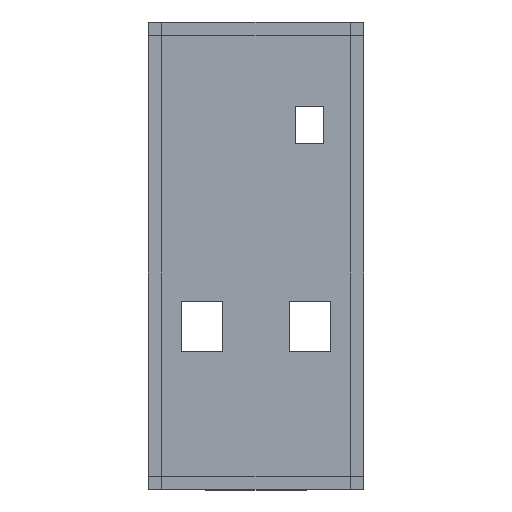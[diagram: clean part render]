
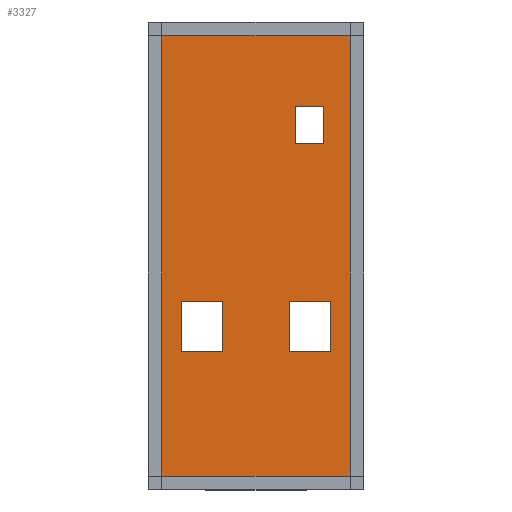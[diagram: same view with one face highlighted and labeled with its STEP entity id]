
A CAD part, top view. The second image highlights one B-rep face of the part: STEP entity #3327.
In plain terms, the highlighted planar face has unit normal (0, 0, 1).
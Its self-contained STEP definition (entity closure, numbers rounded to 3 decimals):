
#2190 = VERTEX_POINT('',#2191);
#2191 = CARTESIAN_POINT('',(10.,-3.,8.4));
#2199 = VERTEX_POINT('',#2200);
#2200 = CARTESIAN_POINT('',(10.,-8.5,8.4));
#2206 = EDGE_CURVE('',#2190,#2199,#2207,.T.);
#2207 = LINE('',#2208,#2209);
#2208 = CARTESIAN_POINT('',(10.,-14.125,8.4));
#2209 = VECTOR('',#2210,1.);
#2210 = DIRECTION('',(0.,-1.,0.));
#2220 = EDGE_CURVE('',#2221,#2190,#2223,.T.);
#2221 = VERTEX_POINT('',#2222);
#2222 = CARTESIAN_POINT('',(5.8,-3.,8.4));
#2223 = LINE('',#2224,#2225);
#2224 = CARTESIAN_POINT('',(2.9,-3.,8.4));
#2225 = VECTOR('',#2226,1.);
#2226 = DIRECTION('',(1.,0.,0.));
#2262 = EDGE_CURVE('',#2263,#2221,#2265,.T.);
#2263 = VERTEX_POINT('',#2264);
#2264 = CARTESIAN_POINT('',(5.8,-8.5,8.4));
#2265 = LINE('',#2266,#2267);
#2266 = CARTESIAN_POINT('',(5.8,-16.875,8.4));
#2267 = VECTOR('',#2268,1.);
#2268 = DIRECTION('',(0.,1.,0.));
#2290 = EDGE_CURVE('',#2199,#2263,#2291,.T.);
#2291 = LINE('',#2292,#2293);
#2292 = CARTESIAN_POINT('',(5.,-8.5,8.4));
#2293 = VECTOR('',#2294,1.);
#2294 = DIRECTION('',(-1.,0.,0.));
#3065 = EDGE_CURVE('',#3066,#3068,#3070,.T.);
#3066 = VERTEX_POINT('',#3067);
#3067 = CARTESIAN_POINT('',(5.,-32.,8.4));
#3068 = VERTEX_POINT('',#3069);
#3069 = CARTESIAN_POINT('',(11.,-32.,8.4));
#3070 = LINE('',#3071,#3072);
#3071 = CARTESIAN_POINT('',(2.5,-32.,8.4));
#3072 = VECTOR('',#3073,1.);
#3073 = DIRECTION('',(1.,0.,0.));
#3104 = EDGE_CURVE('',#3105,#3066,#3107,.T.);
#3105 = VERTEX_POINT('',#3106);
#3106 = CARTESIAN_POINT('',(5.,-39.5,8.4));
#3107 = LINE('',#3108,#3109);
#3108 = CARTESIAN_POINT('',(5.,-32.375,8.4));
#3109 = VECTOR('',#3110,1.);
#3110 = DIRECTION('',(0.,1.,0.));
#3242 = EDGE_CURVE('',#3243,#3245,#3247,.T.);
#3243 = VERTEX_POINT('',#3244);
#3244 = CARTESIAN_POINT('',(-5.,-32.,8.4));
#3245 = VERTEX_POINT('',#3246);
#3246 = CARTESIAN_POINT('',(-5.,-39.5,8.4));
#3247 = LINE('',#3248,#3249);
#3248 = CARTESIAN_POINT('',(-5.,-28.625,8.4));
#3249 = VECTOR('',#3250,1.);
#3250 = DIRECTION('',(0.,-1.,0.));
#3275 = VERTEX_POINT('',#3276);
#3276 = CARTESIAN_POINT('',(-11.,-32.,8.4));
#3292 = EDGE_CURVE('',#3275,#3243,#3293,.T.);
#3293 = LINE('',#3294,#3295);
#3294 = CARTESIAN_POINT('',(-5.5,-32.,8.4));
#3295 = VECTOR('',#3296,1.);
#3296 = DIRECTION('',(1.,0.,0.));
#3327 = ADVANCED_FACE('',(#3328,#3362,#3380,#3398),#3404,.T.);
#3328 = FACE_BOUND('',#3329,.T.);
#3329 = EDGE_LOOP('',(#3330,#3340,#3348,#3356));
#3330 = ORIENTED_EDGE('',*,*,#3331,.T.);
#3331 = EDGE_CURVE('',#3332,#3334,#3336,.T.);
#3332 = VERTEX_POINT('',#3333);
#3333 = CARTESIAN_POINT('',(-14.,-58.,8.4));
#3334 = VERTEX_POINT('',#3335);
#3335 = CARTESIAN_POINT('',(14.,-58.,8.4));
#3336 = LINE('',#3337,#3338);
#3337 = CARTESIAN_POINT('',(-14.,-58.,8.4));
#3338 = VECTOR('',#3339,1.);
#3339 = DIRECTION('',(1.,0.,0.));
#3340 = ORIENTED_EDGE('',*,*,#3341,.T.);
#3341 = EDGE_CURVE('',#3334,#3342,#3344,.T.);
#3342 = VERTEX_POINT('',#3343);
#3343 = CARTESIAN_POINT('',(14.,7.5,8.4));
#3344 = LINE('',#3345,#3346);
#3345 = CARTESIAN_POINT('',(14.,-58.,8.4));
#3346 = VECTOR('',#3347,1.);
#3347 = DIRECTION('',(0.,1.,0.));
#3348 = ORIENTED_EDGE('',*,*,#3349,.T.);
#3349 = EDGE_CURVE('',#3342,#3350,#3352,.T.);
#3350 = VERTEX_POINT('',#3351);
#3351 = CARTESIAN_POINT('',(-14.,7.5,8.4));
#3352 = LINE('',#3353,#3354);
#3353 = CARTESIAN_POINT('',(14.,7.5,8.4));
#3354 = VECTOR('',#3355,1.);
#3355 = DIRECTION('',(-1.,0.,0.));
#3356 = ORIENTED_EDGE('',*,*,#3357,.T.);
#3357 = EDGE_CURVE('',#3350,#3332,#3358,.T.);
#3358 = LINE('',#3359,#3360);
#3359 = CARTESIAN_POINT('',(-14.,7.5,8.4));
#3360 = VECTOR('',#3361,1.);
#3361 = DIRECTION('',(0.,-1.,0.));
#3362 = FACE_BOUND('',#3363,.T.);
#3363 = EDGE_LOOP('',(#3364,#3372,#3373,#3374));
#3364 = ORIENTED_EDGE('',*,*,#3365,.T.);
#3365 = EDGE_CURVE('',#3366,#3275,#3368,.T.);
#3366 = VERTEX_POINT('',#3367);
#3367 = CARTESIAN_POINT('',(-11.,-39.5,8.4));
#3368 = LINE('',#3369,#3370);
#3369 = CARTESIAN_POINT('',(-11.,-32.375,8.4));
#3370 = VECTOR('',#3371,1.);
#3371 = DIRECTION('',(0.,1.,0.));
#3372 = ORIENTED_EDGE('',*,*,#3292,.T.);
#3373 = ORIENTED_EDGE('',*,*,#3242,.T.);
#3374 = ORIENTED_EDGE('',*,*,#3375,.T.);
#3375 = EDGE_CURVE('',#3245,#3366,#3376,.T.);
#3376 = LINE('',#3377,#3378);
#3377 = CARTESIAN_POINT('',(-2.5,-39.5,8.4));
#3378 = VECTOR('',#3379,1.);
#3379 = DIRECTION('',(-1.,0.,0.));
#3380 = FACE_BOUND('',#3381,.T.);
#3381 = EDGE_LOOP('',(#3382,#3383,#3384,#3392));
#3382 = ORIENTED_EDGE('',*,*,#3104,.T.);
#3383 = ORIENTED_EDGE('',*,*,#3065,.T.);
#3384 = ORIENTED_EDGE('',*,*,#3385,.T.);
#3385 = EDGE_CURVE('',#3068,#3386,#3388,.T.);
#3386 = VERTEX_POINT('',#3387);
#3387 = CARTESIAN_POINT('',(11.,-39.5,8.4));
#3388 = LINE('',#3389,#3390);
#3389 = CARTESIAN_POINT('',(11.,-28.625,8.4));
#3390 = VECTOR('',#3391,1.);
#3391 = DIRECTION('',(0.,-1.,0.));
#3392 = ORIENTED_EDGE('',*,*,#3393,.T.);
#3393 = EDGE_CURVE('',#3386,#3105,#3394,.T.);
#3394 = LINE('',#3395,#3396);
#3395 = CARTESIAN_POINT('',(5.5,-39.5,8.4));
#3396 = VECTOR('',#3397,1.);
#3397 = DIRECTION('',(-1.,0.,0.));
#3398 = FACE_BOUND('',#3399,.T.);
#3399 = EDGE_LOOP('',(#3400,#3401,#3402,#3403));
#3400 = ORIENTED_EDGE('',*,*,#2262,.T.);
#3401 = ORIENTED_EDGE('',*,*,#2220,.T.);
#3402 = ORIENTED_EDGE('',*,*,#2206,.T.);
#3403 = ORIENTED_EDGE('',*,*,#2290,.T.);
#3404 = PLANE('',#3405);
#3405 = AXIS2_PLACEMENT_3D('',#3406,#3407,#3408);
#3406 = CARTESIAN_POINT('',(0.,-25.25,8.4));
#3407 = DIRECTION('',(0.,0.,1.));
#3408 = DIRECTION('',(1.,0.,0.));
